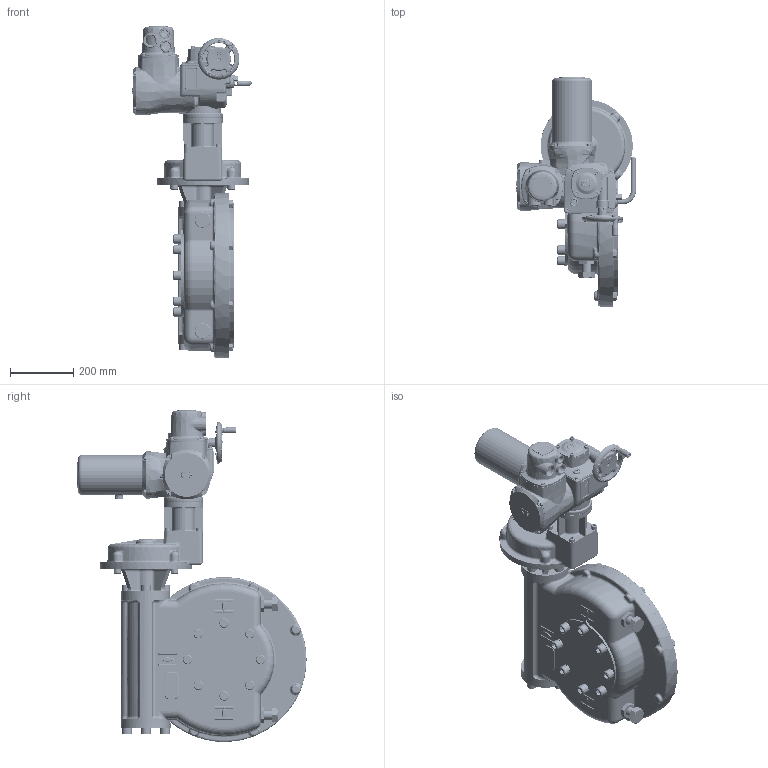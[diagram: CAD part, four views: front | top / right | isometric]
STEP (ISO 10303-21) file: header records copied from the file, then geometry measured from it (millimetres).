
FILE_DESCRIPTION(/* description */ ('Unknown'),/* implementation_level */ '2;1');
FILE_NAME(/* name */ 'A2W8RLB000X-1',/* time_stamp */ '2019-07-24T19:56:21+05:00',/* author */ ('Unknown'),/* organization */ ('Unknown'),/* preprocessor_version */ 'ST-DEVELOPER v16.7',/* originating_system */ 'DEX',/* authorisation */ $);
FILE_SCHEMA (('AUTOMOTIVE_DESIGN {1 0 10303 214 3 1 1}'));
Length unit declared in the file: millimetre
Products named in the file (1): A2W8RLB000
Bounding box: 376.35 x 722.15 x 1046.38 mm (x, y, z)
Volume: 95683.9 mm3; surface area: 1775457.6 mm2
Topology: 36 solids, 41 shells, 5974 faces, 14877 edges, 9188 vertices
Faces by surface type: plane 2462, bspline 1814, cylinder 782, torus 413, cone 384, sphere 119
Full cylindrical faces by diameter (mm): 4.917 x17, 6 x2, 8 x4, 8.2 x1, 8.376 x4, 9 x8, 10 x17, 10.22 x4, 10.5 x4, 10.8 x8, 12 x1, 13 x10, 13.5 x1, 13.835 x10, 14 x1, 14.5 x4, 15 x1, 15.5 x1, 16 x12, 17 x16, 18 x4, 18.376 x1, 19 x1, 20 x13, 20.5 x4, 21 x8, 23.376 x1, 24 x4, 30 x19, 30.376 x1
Entity records: 283319 total; most frequent: CARTESIAN_POINT 121924, ORIENTED_EDGE 27876, DIRECTION 18566, EDGE_CURVE 13938, VERTEX_POINT 8950, AXIS2_PLACEMENT_3D 7271, FACE_BOUND 6928, EDGE_LOOP 6886
